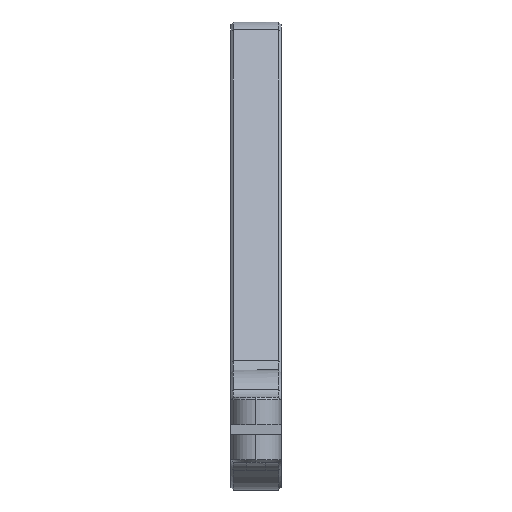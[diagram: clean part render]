
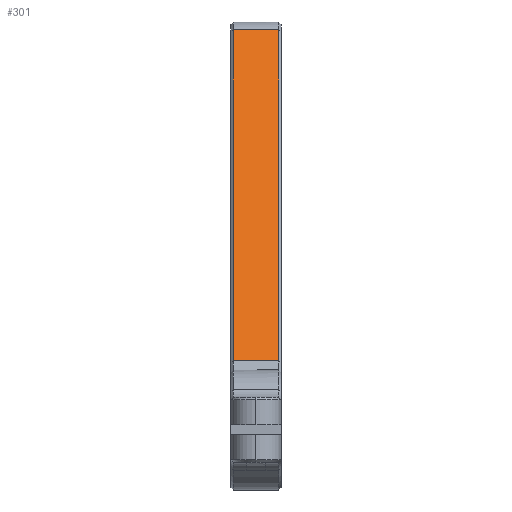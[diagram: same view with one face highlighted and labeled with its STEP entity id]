
A CAD part, left-side view. The second image highlights one B-rep face of the part: STEP entity #301.
In plain terms, the highlighted planar face has unit normal (-0.7, 0, 0.714).
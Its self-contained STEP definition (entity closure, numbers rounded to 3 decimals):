
#87 = ORIENTED_EDGE ( 'NONE', *, *, #456, .T. ) ;
#301 = ADVANCED_FACE ( 'NONE', ( #1650 ), #3465, .F. ) ;
#381 = EDGE_CURVE ( 'NONE', #2366, #928, #4160, .T. ) ;
#456 = EDGE_CURVE ( 'NONE', #3234, #2169, #4060, .T. ) ;
#587 = VECTOR ( 'NONE', #2069, 1000. ) ;
#722 = DIRECTION ( 'NONE',  ( 0., -1., 0. ) ) ;
#791 = LINE ( 'NONE', #1389, #587 ) ;
#928 = VERTEX_POINT ( 'NONE', #1169 ) ;
#956 = CARTESIAN_POINT ( 'NONE',  ( 159.286, 9.5, 80. ) ) ;
#1099 = CARTESIAN_POINT ( 'NONE',  ( 91.753, 0.5, 13.833 ) ) ;
#1100 = VECTOR ( 'NONE', #722, 1000. ) ;
#1169 = CARTESIAN_POINT ( 'NONE',  ( 159.286, 0.5, 80. ) ) ;
#1195 = EDGE_LOOP ( 'NONE', ( #4093, #3965, #3230, #87 ) ) ;
#1203 = CARTESIAN_POINT ( 'NONE',  ( 91.753, 9.5, 13.833 ) ) ;
#1234 = EDGE_CURVE ( 'NONE', #3234, #928, #2878, .T. ) ;
#1389 = CARTESIAN_POINT ( 'NONE',  ( 91.753, 0., 13.833 ) ) ;
#1556 = CARTESIAN_POINT ( 'NONE',  ( 159.286, 10., 80. ) ) ;
#1650 = FACE_OUTER_BOUND ( 'NONE', #1195, .T. ) ;
#1776 = CARTESIAN_POINT ( 'NONE',  ( 91.753, 9.5, 13.833 ) ) ;
#1889 = DIRECTION ( 'NONE',  ( 0.7, 0., -0.714 ) ) ;
#2017 = AXIS2_PLACEMENT_3D ( 'NONE', #1556, #1889, #2195 ) ;
#2069 = DIRECTION ( 'NONE',  ( 0., -1., 0. ) ) ;
#2169 = VERTEX_POINT ( 'NONE', #1776 ) ;
#2195 = DIRECTION ( 'NONE',  ( -0.714, 0., -0.7 ) ) ;
#2255 = VECTOR ( 'NONE', #2469, 1000. ) ;
#2366 = VERTEX_POINT ( 'NONE', #1099 ) ;
#2469 = DIRECTION ( 'NONE',  ( -0.714, 0., -0.7 ) ) ;
#2788 = CARTESIAN_POINT ( 'NONE',  ( 159.286, 0.5, 80. ) ) ;
#2878 = LINE ( 'NONE', #3954, #1100 ) ;
#3230 = ORIENTED_EDGE ( 'NONE', *, *, #1234, .F. ) ;
#3234 = VERTEX_POINT ( 'NONE', #956 ) ;
#3465 = PLANE ( 'NONE',  #2017 ) ;
#3954 = CARTESIAN_POINT ( 'NONE',  ( 159.286, 10., 80. ) ) ;
#3965 = ORIENTED_EDGE ( 'NONE', *, *, #381, .T. ) ;
#4046 = DIRECTION ( 'NONE',  ( 0.714, 0., 0.7 ) ) ;
#4060 = LINE ( 'NONE', #1203, #2255 ) ;
#4093 = ORIENTED_EDGE ( 'NONE', *, *, #4165, .T. ) ;
#4111 = VECTOR ( 'NONE', #4046, 1000. ) ;
#4160 = LINE ( 'NONE', #2788, #4111 ) ;
#4165 = EDGE_CURVE ( 'NONE', #2169, #2366, #791, .T. ) ;
